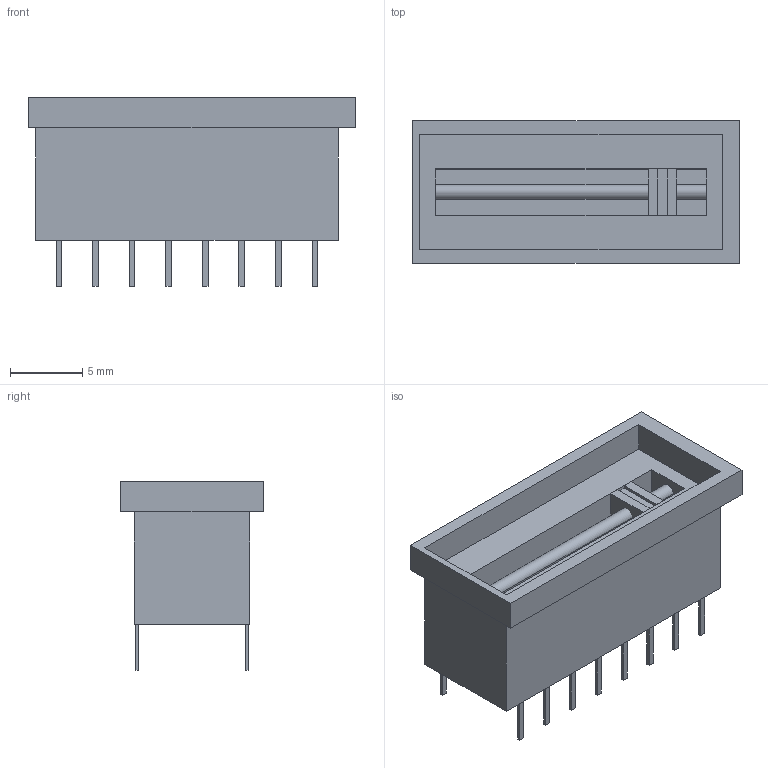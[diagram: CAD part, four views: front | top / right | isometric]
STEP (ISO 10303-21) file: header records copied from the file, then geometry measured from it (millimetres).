
FILE_DESCRIPTION((''),'2;1');
FILE_NAME('SW_ERG_DS16C1-8.stp','2008-11-26T15:53:55',(''),(''),'Mechanical Desktop 2006','Mechanical Desktop 2006',', , ');
FILE_SCHEMA(('AUTOMOTIVE_DESIGN { 1 2 10303 214 0 1 1 1 }'));
Length unit declared in the file: millimetre
Products named in the file (1): ERG_DS16C1-8_3D
Bounding box: 22.7 x 9.9 x 13.1 mm (x, y, z)
Volume: 1099.8 mm3; surface area: 1583.8 mm2
Topology: 20 solids, 20 shells, 131 faces, 273 edges, 185 vertices
Faces by surface type: plane 129, cylinder 2
Entity records: 3465 total; most frequent: CARTESIAN_POINT 590, DIRECTION 540, ORIENTED_EDGE 540, EDGE_CURVE 270, VECTOR 268, LINE 268, VERTEX_POINT 180, AXIS2_PLACEMENT_3D 136
